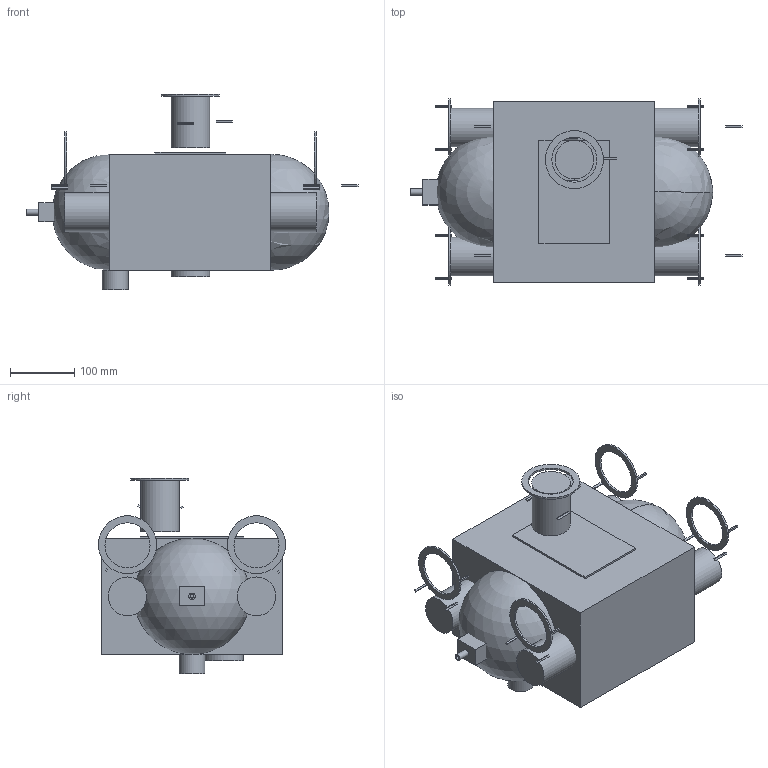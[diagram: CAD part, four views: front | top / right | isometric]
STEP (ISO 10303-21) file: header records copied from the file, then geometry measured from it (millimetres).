
FILE_DESCRIPTION(('FreeCAD Model'),'2;1');
FILE_NAME('Open CASCADE Shape Model','2026-01-02T19:51:11',('FreeCAD'),( 'FreeCAD'),'Open CASCADE STEP processor 7.5','FreeCAD','Unknown');
FILE_SCHEMA(('AUTOMOTIVE_DESIGN { 1 0 10303 214 1 1 1 1 }'));
Length unit declared in the file: millimetre
Products named in the file (45): Open CASCADE STEP translator 7.5 1; Open CASCADE STEP translator 7.5 1.1; Open CASCADE STEP translator 7.5 1.2; Open CASCADE STEP translator 7.5 1.2.1; Open CASCADE STEP translator 7.5 1.2.2; Open CASCADE STEP translator 7.5 1.2.3; Open CASCADE STEP translator 7.5 1.2.4; Open CASCADE STEP translator 7.5 1.2.5; Open CASCADE STEP translator 7.5 1.3; Open CASCADE STEP translator 7.5 1.3.1; Open CASCADE STEP translator 7.5 1.3.2; Open CASCADE STEP translator 7.5 1.3.3; Open CASCADE STEP translator 7.5 1.3.4; Open CASCADE STEP translator 7.5 1.3.5; Open CASCADE STEP translator 7.5 1.4; Open CASCADE STEP translator 7.5 1.4.1; Open CASCADE STEP translator 7.5 1.4.2; Open CASCADE STEP translator 7.5 1.4.3; Open CASCADE STEP translator 7.5 1.4.4; Open CASCADE STEP translator 7.5 1.4.5; Open CASCADE STEP translator 7.5 1.5; Open CASCADE STEP translator 7.5 1.5.1; Open CASCADE STEP translator 7.5 1.5.2; Open CASCADE STEP translator 7.5 1.5.3; Open CASCADE STEP translator 7.5 1.5.4; Open CASCADE STEP translator 7.5 1.5.5; Open CASCADE STEP translator 7.5 1.6; Open CASCADE STEP translator 7.5 1.6.1; Open CASCADE STEP translator 7.5 1.6.2; Open CASCADE STEP translator 7.5 1.6.3; Open CASCADE STEP translator 7.5 1.6.4; Open CASCADE STEP translator 7.5 1.6.5; Open CASCADE STEP translator 7.5 1.7; Open CASCADE STEP translator 7.5 1.7.1; Open CASCADE STEP translator 7.5 1.7.2; Open CASCADE STEP translator 7.5 1.7.3; Open CASCADE STEP translator 7.5 1.7.4; Open CASCADE STEP translator 7.5 1.7.5; Open CASCADE STEP translator 7.5 1.8; Open CASCADE STEP translator 7.5 1.9 ...
Assembly tree (44 placements, depth 3):
  Open CASCADE STEP translator 7.5 1
    Open CASCADE STEP translator 7.5 1.1
    Open CASCADE STEP translator 7.5 1.2
      Open CASCADE STEP translator 7.5 1.2.1
      Open CASCADE STEP translator 7.5 1.2.2
      Open CASCADE STEP translator 7.5 1.2.3
      Open CASCADE STEP translator 7.5 1.2.4
      Open CASCADE STEP translator 7.5 1.2.5
    Open CASCADE STEP translator 7.5 1.3
      Open CASCADE STEP translator 7.5 1.3.1
      Open CASCADE STEP translator 7.5 1.3.2
      Open CASCADE STEP translator 7.5 1.3.3
      Open CASCADE STEP translator 7.5 1.3.4
      Open CASCADE STEP translator 7.5 1.3.5
    Open CASCADE STEP translator 7.5 1.4
      Open CASCADE STEP translator 7.5 1.4.1
      Open CASCADE STEP translator 7.5 1.4.2
      Open CASCADE STEP translator 7.5 1.4.3
      Open CASCADE STEP translator 7.5 1.4.4
      Open CASCADE STEP translator 7.5 1.4.5
    Open CASCADE STEP translator 7.5 1.5
      Open CASCADE STEP translator 7.5 1.5.1
      Open CASCADE STEP translator 7.5 1.5.2
      Open CASCADE STEP translator 7.5 1.5.3
      Open CASCADE STEP translator 7.5 1.5.4
      Open CASCADE STEP translator 7.5 1.5.5
    Open CASCADE STEP translator 7.5 1.6
      Open CASCADE STEP translator 7.5 1.6.1
      Open CASCADE STEP translator 7.5 1.6.2
      Open CASCADE STEP translator 7.5 1.6.3
      Open CASCADE STEP translator 7.5 1.6.4
      Open CASCADE STEP translator 7.5 1.6.5
    Open CASCADE STEP translator 7.5 1.7
      Open CASCADE STEP translator 7.5 1.7.1
      Open CASCADE STEP translator 7.5 1.7.2
      Open CASCADE STEP translator 7.5 1.7.3
      Open CASCADE STEP translator 7.5 1.7.4
      Open CASCADE STEP translator 7.5 1.7.5
    Open CASCADE STEP translator 7.5 1.8
    Open CASCADE STEP translator 7.5 1.9
    Open CASCADE STEP translator 7.5 1.10
    Open CASCADE STEP translator 7.5 1.11
      Open CASCADE STEP translator 7.5 1.11.1
      Open CASCADE STEP translator 7.5 1.11.2
      Open CASCADE STEP translator 7.5 1.11.3
Bounding box: 515 x 290 x 303 mm (x, y, z)
Volume: 3899844.6 mm3; surface area: 1020401.6 mm2
Topology: 37 solids, 38 shells, 200 faces, 369 edges, 241 vertices
Faces by surface type: plane 172, cylinder 23, sphere 5
Full cylindrical faces by diameter (mm): 6 x1, 10 x1, 16 x2, 40 x1, 60 x6, 70 x6, 90 x6
Entity records: 11064 total; most frequent: CARTESIAN_POINT 2398, DIRECTION 1620, LINE 965, VECTOR 965, ORIENTED_EDGE 718, PCURVE 718, DEFINITIONAL_REPRESENTATION 718, EDGE_CURVE 359
